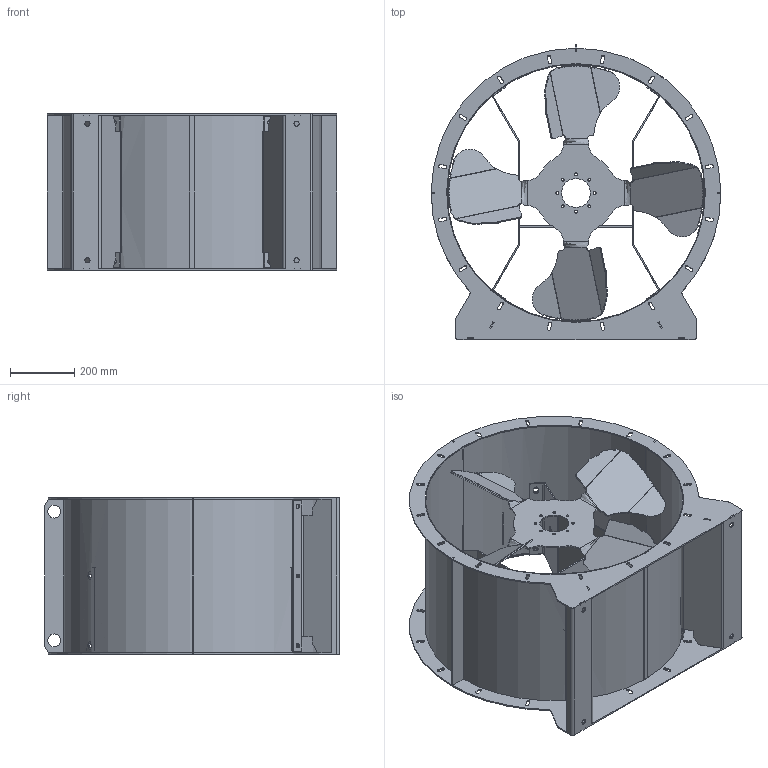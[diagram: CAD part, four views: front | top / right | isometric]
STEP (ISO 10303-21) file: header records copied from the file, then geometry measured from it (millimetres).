
FILE_DESCRIPTION(('STEP AP203'), '1');
FILE_NAME('蟲 8 L=485擤', '', ('UNSPECIFIED'), ('UNSPECIFIED'), 'ASCON STEP Converter 1.3', 'ASCON Math Kernel', '');
FILE_SCHEMA(('CONFIG_CONTROL_DESIGN'));
Length unit declared in the file: millimetre
Bounding box: 899.99 x 916.8 x 485 mm (x, y, z)
Volume: 7749622.9 mm3; surface area: 5516707.5 mm2
Topology: 7 solids, 7 shells, 1183 faces, 3348 edges, 2152 vertices
Faces by surface type: plane 691, cylinder 456, bspline 36
Full cylindrical faces by diameter (mm): 8.5 x8, 16 x4, 28 x1, 40 x6, 90.3 x1
Entity records: 52322 total; most frequent: CARTESIAN_POINT 11275, ORIENTED_EDGE 6656, DIRECTION 6412, EDGE_CURVE 3328, LINE 2360, VECTOR 2360, VERTEX_POINT 2152, AXIS2_PLACEMENT_3D 2026
